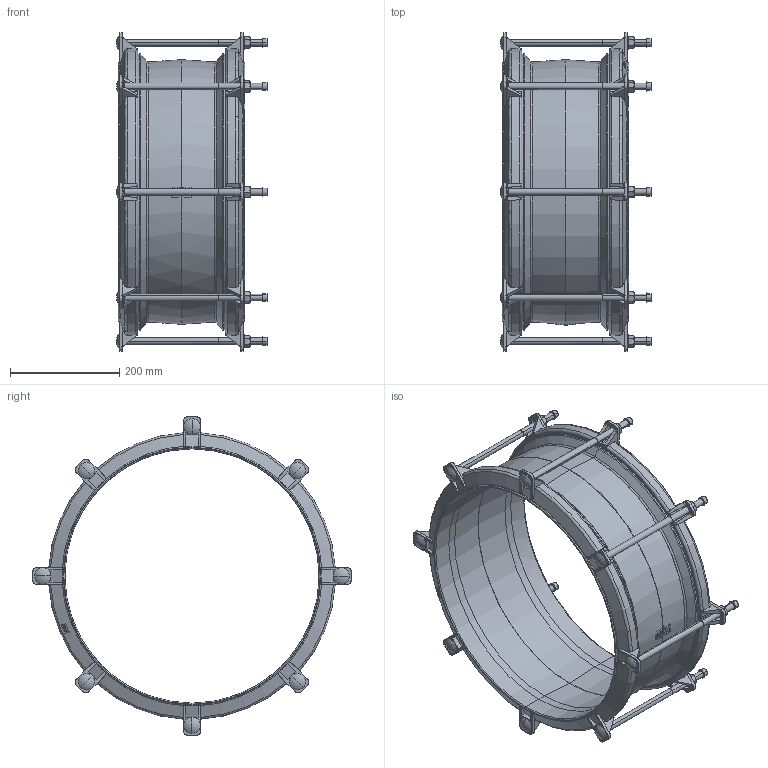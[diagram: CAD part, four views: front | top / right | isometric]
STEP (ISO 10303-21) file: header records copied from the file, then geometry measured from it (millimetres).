
FILE_DESCRIPTION (( 'STEP AP203' ), '1' );
FILE_NAME ('O_601_A_DN400_436-462mm_001XXXX_AA1_step.step', '2015-08-25T12:02:19', ( 'Windows User' ), ( 'AVK' ), 'SwSTEP 2.0', 'SolidWorks 2012', '' );
FILE_SCHEMA (( 'CONFIG_CONTROL_DESIGN' ));
Length unit declared in the file: millimetre
Products named in the file (1): O_601_A_DN400_436-462mm_001XXXX_AA1_step
Bounding box: 276.5 x 582 x 582.02 mm (x, y, z)
Volume: 4779931.4 mm3; surface area: 960142.1 mm2
Topology: 1 solids, 1 shells, 1391 faces, 3812 edges, 2396 vertices
Faces by surface type: plane 589, cylinder 463, cone 185, torus 74, sphere 48, bspline 32
Entity records: 49563 total; most frequent: CARTESIAN_POINT 16544, ORIENTED_EDGE 7560, DIRECTION 6176, EDGE_CURVE 3780, VERTEX_POINT 2396, AXIS2_PLACEMENT_3D 2318, VECTOR 1540, LINE 1540
